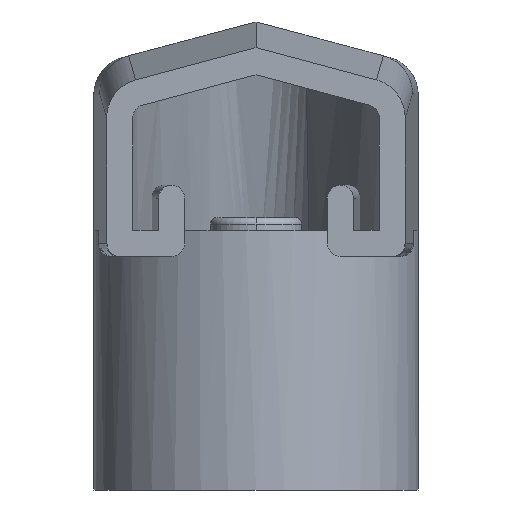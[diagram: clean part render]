
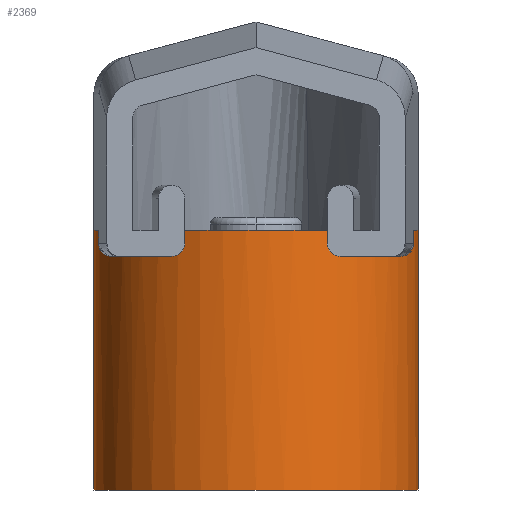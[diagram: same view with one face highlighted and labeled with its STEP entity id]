
A CAD part, front view. The second image highlights one B-rep face of the part: STEP entity #2369.
In plain terms, the highlighted cylindrical face has radius 12.5 mm (diameter 25 mm), a partial arc.
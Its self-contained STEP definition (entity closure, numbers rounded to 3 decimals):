
#245 = CARTESIAN_POINT ( 'NONE',  ( 0., 0., 14. ) ) ;
#249 = DIRECTION ( 'NONE',  ( 0., 0., -1. ) ) ;
#250 = DIRECTION ( 'NONE',  ( -1., 0., 0. ) ) ;
#257 = LINE ( 'NONE', #258, #303 ) ;
#258 = CARTESIAN_POINT ( 'NONE',  ( -12.5, 0., 14. ) ) ;
#259 = DIRECTION ( 'NONE',  ( 0., 0., -1. ) ) ;
#286 = CYLINDRICAL_SURFACE ( 'NONE', #293, 12.5 ) ;
#293 = AXIS2_PLACEMENT_3D ( 'NONE', #245, #249, #250 ) ;
#302 = FACE_OUTER_BOUND ( 'NONE', #1243, .T. ) ;
#303 = VECTOR ( 'NONE', #259, 1000. ) ;
#411 = B_SPLINE_CURVE_WITH_KNOTS ( 'NONE', 3,
 ( #4698, #4699, #4700, #4701, #4702, #4703 ),
 .UNSPECIFIED., .F., .F.,
 ( 4, 2, 4 ),
 ( 0.197, 0.254, 0.311 ),
 .UNSPECIFIED. ) ;
#464 = B_SPLINE_CURVE_WITH_KNOTS ( 'NONE', 3,
 ( #703, #704, #705, #706, #707, #708, #709, #710, #711, #712, #713, #714, #715, #716, #717, #718, #719, #720 ),
 .UNSPECIFIED., .F., .F.,
 ( 4, 2, 2, 2, 2, 2, 2, 2, 4 ),
 ( 0.311, 0.358, 0.405, 0.453, 0.5, 0.547, 0.595, 0.642, 0.689 ),
 .UNSPECIFIED. ) ;
#481 =( BOUNDED_CURVE ( )  B_SPLINE_CURVE ( 3, ( #3717, #3718, #3719, #3720 ),
 .UNSPECIFIED., .F., .F. ) 
 B_SPLINE_CURVE_WITH_KNOTS ( ( 4, 4 ),
 ( 6.246, 6.283 ),
 .UNSPECIFIED. ) 
 CURVE ( )  GEOMETRIC_REPRESENTATION_ITEM ( )  RATIONAL_B_SPLINE_CURVE ( ( 1., 1., 1., 1. ) ) 
 REPRESENTATION_ITEM ( '' )  );
#483 = B_SPLINE_CURVE_WITH_KNOTS ( 'NONE', 3,
 ( #3747, #3748, #3749, #3750, #3751, #3752 ),
 .UNSPECIFIED., .F., .F.,
 ( 4, 2, 4 ),
 ( 0.689, 0.746, 0.803 ),
 .UNSPECIFIED. ) ;
#491 = B_SPLINE_CURVE_WITH_KNOTS ( 'NONE', 3,
 ( #3848, #3849, #3850, #3851 ),
 .UNSPECIFIED., .F., .F.,
 ( 4, 4 ),
 ( 0., 0.746 ),
 .UNSPECIFIED. ) ;
#530 =( BOUNDED_CURVE ( )  B_SPLINE_CURVE ( 3, ( #4259, #4260, #4261, #4262 ),
 .UNSPECIFIED., .F., .F. ) 
 B_SPLINE_CURVE_WITH_KNOTS ( ( 4, 4 ),
 ( 0., 0.037 ),
 .UNSPECIFIED. ) 
 CURVE ( )  GEOMETRIC_REPRESENTATION_ITEM ( )  RATIONAL_B_SPLINE_CURVE ( ( 1., 1., 1., 1. ) ) 
 REPRESENTATION_ITEM ( '' )  );
#703 = CARTESIAN_POINT ( 'NONE',  ( 10.24, -7.169, 0. ) ) ;
#704 = CARTESIAN_POINT ( 'NONE',  ( 9.666, -7.988, 0. ) ) ;
#705 = CARTESIAN_POINT ( 'NONE',  ( 8.994, -8.738, 0. ) ) ;
#706 = CARTESIAN_POINT ( 'NONE',  ( 7.49, -10.057, 0. ) ) ;
#707 = CARTESIAN_POINT ( 'NONE',  ( 6.659, -10.626, 0. ) ) ;
#708 = CARTESIAN_POINT ( 'NONE',  ( 4.885, -11.549, 0. ) ) ;
#709 = CARTESIAN_POINT ( 'NONE',  ( 3.943, -11.904, 0. ) ) ;
#710 = CARTESIAN_POINT ( 'NONE',  ( 2., -12.379, 0. ) ) ;
#711 = CARTESIAN_POINT ( 'NONE',  ( 1., -12.5, 0. ) ) ;
#712 = CARTESIAN_POINT ( 'NONE',  ( -1., -12.5, 0. ) ) ;
#713 = CARTESIAN_POINT ( 'NONE',  ( -2., -12.379, 0. ) ) ;
#714 = CARTESIAN_POINT ( 'NONE',  ( -3.943, -11.904, 0. ) ) ;
#715 = CARTESIAN_POINT ( 'NONE',  ( -4.885, -11.549, 0. ) ) ;
#716 = CARTESIAN_POINT ( 'NONE',  ( -6.659, -10.626, 0. ) ) ;
#717 = CARTESIAN_POINT ( 'NONE',  ( -7.49, -10.057, 0. ) ) ;
#718 = CARTESIAN_POINT ( 'NONE',  ( -8.994, -8.738, 0. ) ) ;
#719 = CARTESIAN_POINT ( 'NONE',  ( -9.666, -7.988, 0. ) ) ;
#720 = CARTESIAN_POINT ( 'NONE',  ( -10.24, -7.169, 0. ) ) ;
#1182 = VERTEX_POINT ( 'NONE', #6572 ) ;
#1189 = VERTEX_POINT ( 'NONE', #6578 ) ;
#1199 = VERTEX_POINT ( 'NONE', #2598 ) ;
#1208 = VERTEX_POINT ( 'NONE', #2606 ) ;
#1211 = VERTEX_POINT ( 'NONE', #2609 ) ;
#1216 = VERTEX_POINT ( 'NONE', #2614 ) ;
#1243 = EDGE_LOOP ( 'NONE', ( #6559, #6562, #6489, #6542, #6483, #6495, #6509, #6504, #6552, #6528, #6472 ) ) ;
#2243 = EDGE_CURVE ( 'NONE', #5779, #1211, #411, .T. ) ;
#2246 = EDGE_CURVE ( 'NONE', #3356, #5779, #4713, .T. ) ;
#2369 = ADVANCED_FACE ( 'NONE', ( #302 ), #286, .T. ) ;
#2372 = EDGE_CURVE ( 'NONE', #1216, #5194, #257, .T. ) ;
#2411 = EDGE_CURVE ( 'NONE', #1211, #1189, #464, .T. ) ;
#2467 = EDGE_CURVE ( 'NONE', #5764, #1208, #3707, .T. ) ;
#2471 = EDGE_CURVE ( 'NONE', #5764, #1199, #481, .T. ) ;
#2481 = EDGE_CURVE ( 'NONE', #1189, #1208, #483, .T. ) ;
#2493 = EDGE_CURVE ( 'NONE', #1216, #1199, #491, .T. ) ;
#2501 = EDGE_CURVE ( 'NONE', #5194, #5763, #5908, .T. ) ;
#2521 = EDGE_CURVE ( 'NONE', #1182, #5763, #3999, .T. ) ;
#2585 = EDGE_CURVE ( 'NONE', #1182, #3356, #530, .T. ) ;
#2598 = CARTESIAN_POINT ( 'NONE',  ( -12.5, 0., 10.444 ) ) ;
#2606 = CARTESIAN_POINT ( 'NONE',  ( -12.491, -0.471, 0. ) ) ;
#2609 = CARTESIAN_POINT ( 'NONE',  ( 10.24, -7.169, 0. ) ) ;
#2614 = CARTESIAN_POINT ( 'NONE',  ( -12.5, 0., 0. ) ) ;
#3356 = VERTEX_POINT ( 'NONE', #4295 ) ;
#3707 = LINE ( 'NONE', #3708, #5258 ) ;
#3708 = CARTESIAN_POINT ( 'NONE',  ( -12.491, -0.466, 14. ) ) ;
#3709 = DIRECTION ( 'NONE',  ( 0., 0., -1. ) ) ;
#3717 = CARTESIAN_POINT ( 'NONE',  ( -12.491, -0.466, 10.445 ) ) ;
#3718 = CARTESIAN_POINT ( 'NONE',  ( -12.497, -0.311, 10.444 ) ) ;
#3719 = CARTESIAN_POINT ( 'NONE',  ( -12.5, -0.155, 10.444 ) ) ;
#3720 = CARTESIAN_POINT ( 'NONE',  ( -12.5, 0., 10.444 ) ) ;
#3747 = CARTESIAN_POINT ( 'NONE',  ( -10.24, -7.169, 0. ) ) ;
#3748 = CARTESIAN_POINT ( 'NONE',  ( -10.925, -6.191, 0. ) ) ;
#3749 = CARTESIAN_POINT ( 'NONE',  ( -11.468, -5.114, 0. ) ) ;
#3750 = CARTESIAN_POINT ( 'NONE',  ( -12.229, -2.85, 0. ) ) ;
#3751 = CARTESIAN_POINT ( 'NONE',  ( -12.446, -1.664, 0. ) ) ;
#3752 = CARTESIAN_POINT ( 'NONE',  ( -12.491, -0.471, 0. ) ) ;
#3848 = CARTESIAN_POINT ( 'NONE',  ( -12.5, 0., 0. ) ) ;
#3849 = CARTESIAN_POINT ( 'NONE',  ( -12.5, 0., 3.481 ) ) ;
#3850 = CARTESIAN_POINT ( 'NONE',  ( -12.5, 0., 6.962 ) ) ;
#3851 = CARTESIAN_POINT ( 'NONE',  ( -12.5, 0., 10.444 ) ) ;
#3909 = CARTESIAN_POINT ( 'NONE',  ( 0., 0., -20. ) ) ;
#3910 = DIRECTION ( 'NONE',  ( 0., 0., 1. ) ) ;
#3911 = DIRECTION ( 'NONE',  ( 1., 0., 0. ) ) ;
#3999 = LINE ( 'NONE', #4000, #5346 ) ;
#4000 = CARTESIAN_POINT ( 'NONE',  ( 12.5, 0., 14. ) ) ;
#4001 = DIRECTION ( 'NONE',  ( 0., 0., -1. ) ) ;
#4259 = CARTESIAN_POINT ( 'NONE',  ( 12.5, 0., 10.444 ) ) ;
#4260 = CARTESIAN_POINT ( 'NONE',  ( 12.5, -0.155, 10.444 ) ) ;
#4261 = CARTESIAN_POINT ( 'NONE',  ( 12.497, -0.311, 10.444 ) ) ;
#4262 = CARTESIAN_POINT ( 'NONE',  ( 12.491, -0.466, 10.445 ) ) ;
#4295 = CARTESIAN_POINT ( 'NONE',  ( 12.491, -0.466, 10.445 ) ) ;
#4333 = CARTESIAN_POINT ( 'NONE',  ( -12.5, 0., -20. ) ) ;
#4390 = CARTESIAN_POINT ( 'NONE',  ( 12.5, 0., -20. ) ) ;
#4391 = CARTESIAN_POINT ( 'NONE',  ( -12.491, -0.466, 10.445 ) ) ;
#4406 = CARTESIAN_POINT ( 'NONE',  ( 12.491, -0.471, 0. ) ) ;
#4698 = CARTESIAN_POINT ( 'NONE',  ( 12.491, -0.471, 0. ) ) ;
#4699 = CARTESIAN_POINT ( 'NONE',  ( 12.446, -1.664, 0. ) ) ;
#4700 = CARTESIAN_POINT ( 'NONE',  ( 12.229, -2.85, 0. ) ) ;
#4701 = CARTESIAN_POINT ( 'NONE',  ( 11.468, -5.114, 0. ) ) ;
#4702 = CARTESIAN_POINT ( 'NONE',  ( 10.925, -6.191, 0. ) ) ;
#4703 = CARTESIAN_POINT ( 'NONE',  ( 10.24, -7.169, 0. ) ) ;
#4713 = LINE ( 'NONE', #4714, #5745 ) ;
#4714 = CARTESIAN_POINT ( 'NONE',  ( 12.491, -0.466, 14. ) ) ;
#4715 = DIRECTION ( 'NONE',  ( 0., 0., -1. ) ) ;
#5194 = VERTEX_POINT ( 'NONE', #4333 ) ;
#5244 = AXIS2_PLACEMENT_3D ( 'NONE', #3909, #3910, #3911 ) ;
#5258 = VECTOR ( 'NONE', #3709, 1000. ) ;
#5346 = VECTOR ( 'NONE', #4001, 1000. ) ;
#5745 = VECTOR ( 'NONE', #4715, 1000. ) ;
#5763 = VERTEX_POINT ( 'NONE', #4390 ) ;
#5764 = VERTEX_POINT ( 'NONE', #4391 ) ;
#5779 = VERTEX_POINT ( 'NONE', #4406 ) ;
#5908 = CIRCLE ( 'NONE', #5244, 12.5 ) ;
#6472 = ORIENTED_EDGE ( 'NONE', *, *, #2501, .T. ) ;
#6483 = ORIENTED_EDGE ( 'NONE', *, *, #2411, .T. ) ;
#6489 = ORIENTED_EDGE ( 'NONE', *, *, #2246, .T. ) ;
#6495 = ORIENTED_EDGE ( 'NONE', *, *, #2481, .T. ) ;
#6504 = ORIENTED_EDGE ( 'NONE', *, *, #2471, .T. ) ;
#6509 = ORIENTED_EDGE ( 'NONE', *, *, #2467, .F. ) ;
#6528 = ORIENTED_EDGE ( 'NONE', *, *, #2372, .T. ) ;
#6542 = ORIENTED_EDGE ( 'NONE', *, *, #2243, .T. ) ;
#6552 = ORIENTED_EDGE ( 'NONE', *, *, #2493, .F. ) ;
#6559 = ORIENTED_EDGE ( 'NONE', *, *, #2521, .F. ) ;
#6562 = ORIENTED_EDGE ( 'NONE', *, *, #2585, .T. ) ;
#6572 = CARTESIAN_POINT ( 'NONE',  ( 12.5, 0., 10.444 ) ) ;
#6578 = CARTESIAN_POINT ( 'NONE',  ( -10.24, -7.169, 0. ) ) ;
